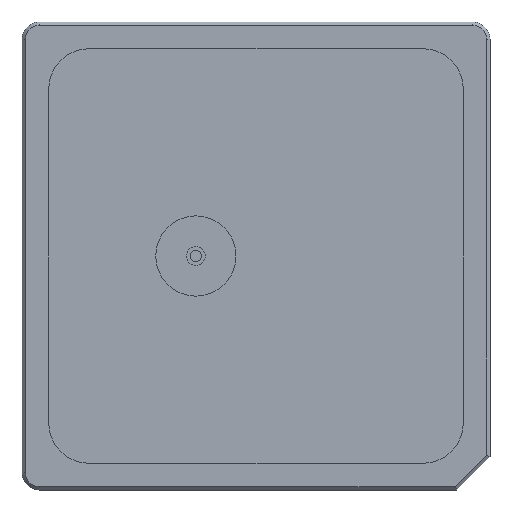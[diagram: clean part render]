
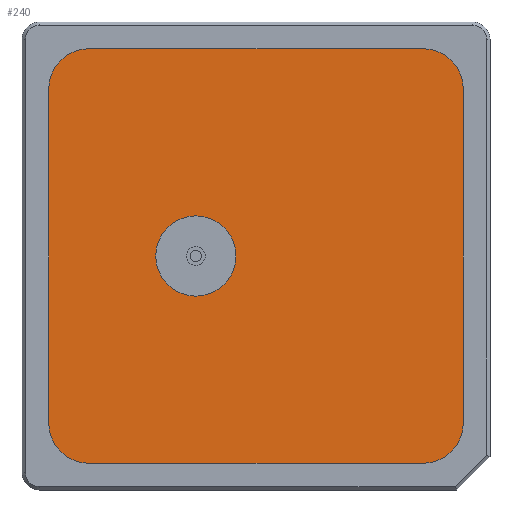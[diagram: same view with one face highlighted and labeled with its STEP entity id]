
A CAD part, front view. The second image highlights one B-rep face of the part: STEP entity #240.
In plain terms, the highlighted planar face has unit normal (0, -1, 0).
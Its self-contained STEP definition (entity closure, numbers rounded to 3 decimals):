
#11 = CARTESIAN_POINT ( 'NONE',  ( 15.5, 0., 12.5 ) ) ;
#36 = VERTEX_POINT ( 'NONE', #633 ) ;
#60 = DIRECTION ( 'NONE',  ( 0., 0., 1. ) ) ;
#93 = EDGE_LOOP ( 'NONE', ( #1698, #743 ) ) ;
#112 = EDGE_CURVE ( 'NONE', #1231, #36, #121, .T. ) ;
#121 = CIRCLE ( 'NONE', #853, 3. ) ;
#135 = ORIENTED_EDGE ( 'NONE', *, *, #1620, .F. ) ;
#139 = PLANE ( 'NONE',  #1291 ) ;
#159 = ORIENTED_EDGE ( 'NONE', *, *, #1489, .F. ) ;
#240 = ADVANCED_FACE ( 'NONE', ( #399, #1261 ), #139, .F. ) ;
#316 = CARTESIAN_POINT ( 'NONE',  ( -12.5, 0., 15.5 ) ) ;
#373 = CARTESIAN_POINT ( 'NONE',  ( 12.5, 0., 12.5 ) ) ;
#399 = FACE_OUTER_BOUND ( 'NONE', #2291, .T. ) ;
#401 = CARTESIAN_POINT ( 'NONE',  ( 12.5, 0., -12.5 ) ) ;
#412 = CIRCLE ( 'NONE', #1832, 3. ) ;
#419 = ORIENTED_EDGE ( 'NONE', *, *, #112, .F. ) ;
#437 = CARTESIAN_POINT ( 'NONE',  ( 15.5, 0., 12.5 ) ) ;
#458 = DIRECTION ( 'NONE',  ( -1., 0., 0. ) ) ;
#471 = CARTESIAN_POINT ( 'NONE',  ( -4.5, 0., 3. ) ) ;
#493 = DIRECTION ( 'NONE',  ( 0., 1., 0. ) ) ;
#516 = CARTESIAN_POINT ( 'NONE',  ( -12.5, 0., 12.5 ) ) ;
#548 = DIRECTION ( 'NONE',  ( 0., 0., 1. ) ) ;
#587 = CIRCLE ( 'NONE', #614, 3. ) ;
#596 = VERTEX_POINT ( 'NONE', #437 ) ;
#597 = DIRECTION ( 'NONE',  ( 0., 1., 0. ) ) ;
#614 = AXIS2_PLACEMENT_3D ( 'NONE', #1821, #1814, #548 ) ;
#633 = CARTESIAN_POINT ( 'NONE',  ( -15.5, 0., -12.5 ) ) ;
#658 = ORIENTED_EDGE ( 'NONE', *, *, #1608, .F. ) ;
#685 = DIRECTION ( 'NONE',  ( 0., 0., 1. ) ) ;
#731 = DIRECTION ( 'NONE',  ( 0., 0., 1. ) ) ;
#743 = ORIENTED_EDGE ( 'NONE', *, *, #1272, .T. ) ;
#744 = CARTESIAN_POINT ( 'NONE',  ( -4.5, 0., 0. ) ) ;
#792 = ORIENTED_EDGE ( 'NONE', *, *, #983, .F. ) ;
#821 = VERTEX_POINT ( 'NONE', #1061 ) ;
#853 = AXIS2_PLACEMENT_3D ( 'NONE', #1203, #493, #685 ) ;
#866 = AXIS2_PLACEMENT_3D ( 'NONE', #401, #597, #1848 ) ;
#889 = DIRECTION ( 'NONE',  ( 0., 1., 0. ) ) ;
#983 = EDGE_CURVE ( 'NONE', #596, #1303, #2027, .T. ) ;
#984 = LINE ( 'NONE', #1428, #1213 ) ;
#1000 = CARTESIAN_POINT ( 'NONE',  ( 15.5, 0., -12.5 ) ) ;
#1007 = CARTESIAN_POINT ( 'NONE',  ( -4.5, 0., 0. ) ) ;
#1026 = VECTOR ( 'NONE', #1109, 1000. ) ;
#1061 = CARTESIAN_POINT ( 'NONE',  ( -12.5, 0., 15.5 ) ) ;
#1069 = EDGE_CURVE ( 'NONE', #1303, #1760, #2147, .T. ) ;
#1084 = VECTOR ( 'NONE', #458, 1000. ) ;
#1109 = DIRECTION ( 'NONE',  ( 0., 0., -1. ) ) ;
#1128 = CARTESIAN_POINT ( 'NONE',  ( 12.5, 0., -15.5 ) ) ;
#1145 = VERTEX_POINT ( 'NONE', #1838 ) ;
#1148 = ORIENTED_EDGE ( 'NONE', *, *, #2015, .F. ) ;
#1172 = DIRECTION ( 'NONE',  ( 0., 1., 0. ) ) ;
#1203 = CARTESIAN_POINT ( 'NONE',  ( -12.5, 0., -12.5 ) ) ;
#1213 = VECTOR ( 'NONE', #1949, 1000. ) ;
#1231 = VERTEX_POINT ( 'NONE', #2242 ) ;
#1261 = FACE_BOUND ( 'NONE', #93, .T. ) ;
#1272 = EDGE_CURVE ( 'NONE', #1870, #1145, #412, .T. ) ;
#1291 = AXIS2_PLACEMENT_3D ( 'NONE', #516, #889, #1957 ) ;
#1293 = EDGE_CURVE ( 'NONE', #1760, #1231, #1683, .T. ) ;
#1303 = VERTEX_POINT ( 'NONE', #1000 ) ;
#1327 = VERTEX_POINT ( 'NONE', #2093 ) ;
#1367 = AXIS2_PLACEMENT_3D ( 'NONE', #373, #1472, #2172 ) ;
#1404 = VECTOR ( 'NONE', #1775, 1000. ) ;
#1428 = CARTESIAN_POINT ( 'NONE',  ( -15.5, 0., 12.5 ) ) ;
#1445 = DIRECTION ( 'NONE',  ( 0., 1., 0. ) ) ;
#1472 = DIRECTION ( 'NONE',  ( 0., 1., 0. ) ) ;
#1481 = AXIS2_PLACEMENT_3D ( 'NONE', #744, #1445, #731 ) ;
#1489 = EDGE_CURVE ( 'NONE', #36, #2237, #984, .T. ) ;
#1569 = LINE ( 'NONE', #316, #1404 ) ;
#1608 = EDGE_CURVE ( 'NONE', #1327, #596, #2276, .T. ) ;
#1620 = EDGE_CURVE ( 'NONE', #2237, #821, #587, .T. ) ;
#1640 = EDGE_CURVE ( 'NONE', #1145, #1870, #1961, .T. ) ;
#1683 = LINE ( 'NONE', #1717, #1084 ) ;
#1698 = ORIENTED_EDGE ( 'NONE', *, *, #1640, .T. ) ;
#1717 = CARTESIAN_POINT ( 'NONE',  ( -12.5, 0., -15.5 ) ) ;
#1760 = VERTEX_POINT ( 'NONE', #1128 ) ;
#1775 = DIRECTION ( 'NONE',  ( 1., 0., 0. ) ) ;
#1814 = DIRECTION ( 'NONE',  ( 0., 1., 0. ) ) ;
#1821 = CARTESIAN_POINT ( 'NONE',  ( -12.5, 0., 12.5 ) ) ;
#1832 = AXIS2_PLACEMENT_3D ( 'NONE', #1007, #1172, #60 ) ;
#1838 = CARTESIAN_POINT ( 'NONE',  ( -4.5, 0., -3. ) ) ;
#1848 = DIRECTION ( 'NONE',  ( 0., 0., 1. ) ) ;
#1870 = VERTEX_POINT ( 'NONE', #471 ) ;
#1949 = DIRECTION ( 'NONE',  ( 0., 0., 1. ) ) ;
#1957 = DIRECTION ( 'NONE',  ( 0., 0., 1. ) ) ;
#1960 = CARTESIAN_POINT ( 'NONE',  ( -15.5, 0., 12.5 ) ) ;
#1961 = CIRCLE ( 'NONE', #1481, 3. ) ;
#1975 = ORIENTED_EDGE ( 'NONE', *, *, #1069, .F. ) ;
#2015 = EDGE_CURVE ( 'NONE', #821, #1327, #1569, .T. ) ;
#2027 = LINE ( 'NONE', #11, #1026 ) ;
#2034 = ORIENTED_EDGE ( 'NONE', *, *, #1293, .F. ) ;
#2093 = CARTESIAN_POINT ( 'NONE',  ( 12.5, 0., 15.5 ) ) ;
#2147 = CIRCLE ( 'NONE', #866, 3. ) ;
#2172 = DIRECTION ( 'NONE',  ( 0., 0., 1. ) ) ;
#2237 = VERTEX_POINT ( 'NONE', #1960 ) ;
#2242 = CARTESIAN_POINT ( 'NONE',  ( -12.5, 0., -15.5 ) ) ;
#2276 = CIRCLE ( 'NONE', #1367, 3. ) ;
#2291 = EDGE_LOOP ( 'NONE', ( #135, #159, #419, #2034, #1975, #792, #658, #1148 ) ) ;
